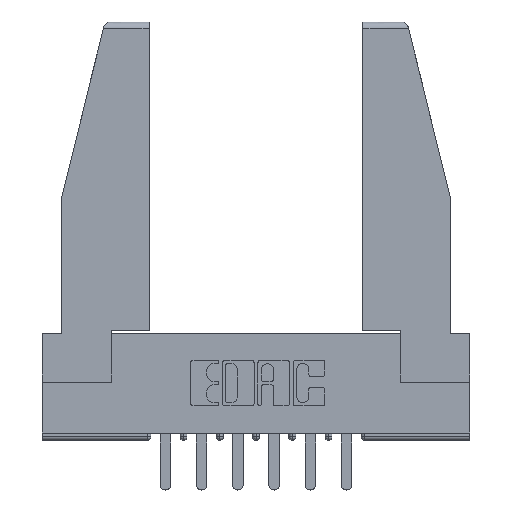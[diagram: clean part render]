
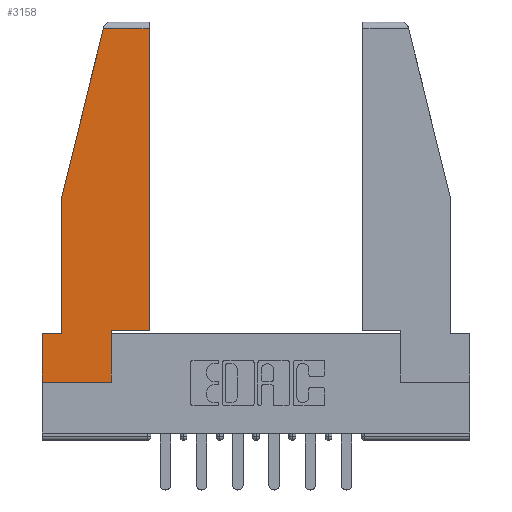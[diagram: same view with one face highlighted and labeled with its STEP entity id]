
A CAD part, top view. The second image highlights one B-rep face of the part: STEP entity #3158.
In plain terms, the highlighted planar face has unit normal (0, 0, 1).
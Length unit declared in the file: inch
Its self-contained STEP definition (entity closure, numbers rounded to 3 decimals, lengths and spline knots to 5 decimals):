
#151 = DIRECTION ( 'NONE',  ( 1., 0., 0. ) ) ;
#194 = VECTOR ( 'NONE', #151, 39.37008 ) ;
#207 = EDGE_CURVE ( 'NONE', #8501, #3302, #431, .T. ) ;
#234 = EDGE_CURVE ( 'NONE', #5556, #4754, #8429, .T. ) ;
#282 = EDGE_CURVE ( 'NONE', #3302, #5556, #11510, .T. ) ;
#431 = LINE ( 'NONE', #3895, #3757 ) ;
#449 = EDGE_CURVE ( 'NONE', #4754, #8860, #6604, .T. ) ;
#491 = FACE_OUTER_BOUND ( 'NONE', #1335, .T. ) ;
#657 = EDGE_CURVE ( 'NONE', #8559, #3622, #1193, .T. ) ;
#735 = EDGE_CURVE ( 'NONE', #6644, #8559, #12266, .T. ) ;
#750 = AXIS2_PLACEMENT_3D ( 'NONE', #4776, #12665, #4388 ) ;
#784 = EDGE_CURVE ( 'NONE', #5179, #6644, #4534, .T. ) ;
#801 = VECTOR ( 'NONE', #2501, 39.37008 ) ;
#830 = EDGE_CURVE ( 'NONE', #8860, #5179, #3537, .T. ) ;
#879 = EDGE_CURVE ( 'NONE', #3622, #8501, #5586, .T. ) ;
#1193 = LINE ( 'NONE', #9952, #6873 ) ;
#1335 = EDGE_LOOP ( 'NONE', ( #8992, #6224, #1849, #11885, #1458, #1954, #2301, #4255, #9966 ) ) ;
#1458 = ORIENTED_EDGE ( 'NONE', *, *, #234, .T. ) ;
#1577 = CARTESIAN_POINT ( 'NONE',  ( 0.461, 0.223, 0. ) ) ;
#1849 = ORIENTED_EDGE ( 'NONE', *, *, #207, .T. ) ;
#1954 = ORIENTED_EDGE ( 'NONE', *, *, #449, .T. ) ;
#2301 = ORIENTED_EDGE ( 'NONE', *, *, #830, .T. ) ;
#2501 = DIRECTION ( 'NONE',  ( 0., -1., 0. ) ) ;
#2579 = VECTOR ( 'NONE', #10863, 39.37008 ) ;
#2765 = VECTOR ( 'NONE', #7150, 39.37008 ) ;
#3158 = ADVANCED_FACE ( 'NONE', ( #491 ), #10503, .T. ) ;
#3302 = VERTEX_POINT ( 'NONE', #8432 ) ;
#3537 = LINE ( 'NONE', #6761, #194 ) ;
#3622 = VERTEX_POINT ( 'NONE', #8846 ) ;
#3757 = VECTOR ( 'NONE', #11889, 39.37008 ) ;
#3895 = CARTESIAN_POINT ( 'NONE',  ( 0.271, 1.55, 0. ) ) ;
#3906 = CARTESIAN_POINT ( 'NONE',  ( 0.2636, 1.52, 0. ) ) ;
#4255 = ORIENTED_EDGE ( 'NONE', *, *, #784, .T. ) ;
#4312 = CARTESIAN_POINT ( 'NONE',  ( 0.086, 0.21, 0. ) ) ;
#4388 = DIRECTION ( 'NONE',  ( 1., 0., 0. ) ) ;
#4534 = LINE ( 'NONE', #10205, #9100 ) ;
#4754 = VERTEX_POINT ( 'NONE', #12107 ) ;
#4776 = CARTESIAN_POINT ( 'NONE',  ( 0., 0., 0. ) ) ;
#5179 = VERTEX_POINT ( 'NONE', #7211 ) ;
#5556 = VERTEX_POINT ( 'NONE', #4312 ) ;
#5586 = LINE ( 'NONE', #10993, #2765 ) ;
#6224 = ORIENTED_EDGE ( 'NONE', *, *, #879, .T. ) ;
#6354 = CARTESIAN_POINT ( 'NONE',  ( 0., 0., 0. ) ) ;
#6540 = DIRECTION ( 'NONE',  ( 0., -1., 0. ) ) ;
#6604 = LINE ( 'NONE', #12254, #801 ) ;
#6644 = VERTEX_POINT ( 'NONE', #11500 ) ;
#6761 = CARTESIAN_POINT ( 'NONE',  ( 0., 0., 0. ) ) ;
#6873 = VECTOR ( 'NONE', #11241, 39.37008 ) ;
#7150 = DIRECTION ( 'NONE',  ( -1., 0., 0. ) ) ;
#7211 = CARTESIAN_POINT ( 'NONE',  ( 0.297, 0., 0. ) ) ;
#7759 = DIRECTION ( 'NONE',  ( -1., 0., 0. ) ) ;
#7841 = VECTOR ( 'NONE', #7759, 39.37008 ) ;
#7998 = CARTESIAN_POINT ( 'NONE',  ( 0.086, 0.8, 0. ) ) ;
#8429 = LINE ( 'NONE', #10631, #7841 ) ;
#8432 = CARTESIAN_POINT ( 'NONE',  ( 0.086, 0.8, 0. ) ) ;
#8501 = VERTEX_POINT ( 'NONE', #3906 ) ;
#8559 = VERTEX_POINT ( 'NONE', #1577 ) ;
#8846 = CARTESIAN_POINT ( 'NONE',  ( 0.461, 1.52, 0. ) ) ;
#8860 = VERTEX_POINT ( 'NONE', #6354 ) ;
#8992 = ORIENTED_EDGE ( 'NONE', *, *, #657, .T. ) ;
#9100 = VECTOR ( 'NONE', #11046, 39.37008 ) ;
#9125 = VECTOR ( 'NONE', #6540, 39.37008 ) ;
#9952 = CARTESIAN_POINT ( 'NONE',  ( 0.461, 0.223, 0. ) ) ;
#9966 = ORIENTED_EDGE ( 'NONE', *, *, #735, .T. ) ;
#10205 = CARTESIAN_POINT ( 'NONE',  ( 0.297, 0., 0. ) ) ;
#10503 = PLANE ( 'NONE',  #750 ) ;
#10631 = CARTESIAN_POINT ( 'NONE',  ( 0., 0.21, 0. ) ) ;
#10863 = DIRECTION ( 'NONE',  ( 1., 0., 0. ) ) ;
#10993 = CARTESIAN_POINT ( 'NONE',  ( 0., 1.52, 0. ) ) ;
#11046 = DIRECTION ( 'NONE',  ( 0., 1., 0. ) ) ;
#11241 = DIRECTION ( 'NONE',  ( 0., 1., 0. ) ) ;
#11293 = CARTESIAN_POINT ( 'NONE',  ( 0.297, 0.223, 0. ) ) ;
#11500 = CARTESIAN_POINT ( 'NONE',  ( 0.297, 0.223, 0. ) ) ;
#11510 = LINE ( 'NONE', #7998, #9125 ) ;
#11885 = ORIENTED_EDGE ( 'NONE', *, *, #282, .T. ) ;
#11889 = DIRECTION ( 'NONE',  ( -0.239, -0.971, 0. ) ) ;
#12107 = CARTESIAN_POINT ( 'NONE',  ( 0., 0.21, 0. ) ) ;
#12254 = CARTESIAN_POINT ( 'NONE',  ( 0., 0.21, 0. ) ) ;
#12266 = LINE ( 'NONE', #11293, #2579 ) ;
#12665 = DIRECTION ( 'NONE',  ( 0., 0., 1. ) ) ;
